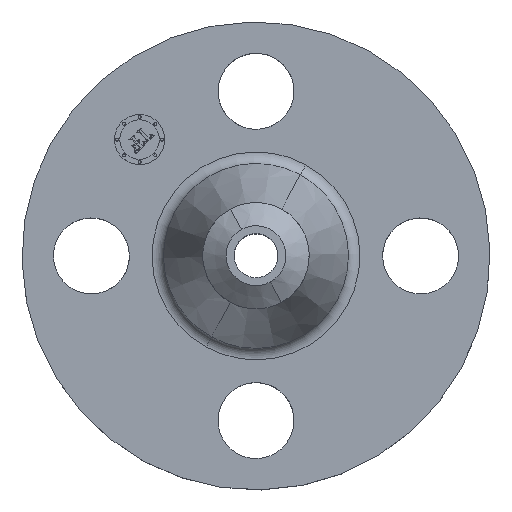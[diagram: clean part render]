
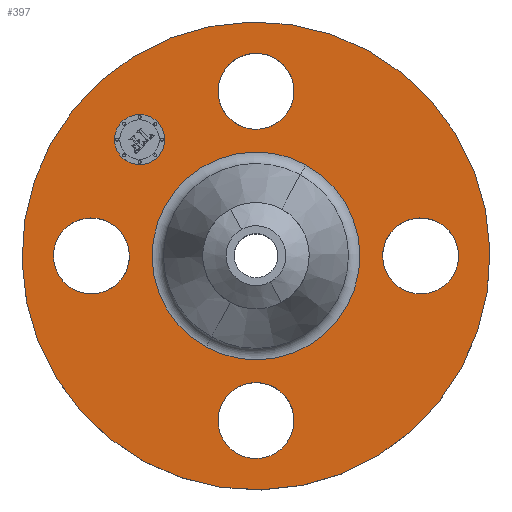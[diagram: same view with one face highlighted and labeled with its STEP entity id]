
A CAD part, top view. The second image highlights one B-rep face of the part: STEP entity #397.
In plain terms, the highlighted planar face has unit normal (0, 0, 1).
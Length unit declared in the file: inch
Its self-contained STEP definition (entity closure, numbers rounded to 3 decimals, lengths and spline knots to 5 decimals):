
#114=AXIS2_PLACEMENT_3D('Circle Axis2P3D',#112,#113,$) ;
#283=AXIS2_PLACEMENT_3D('Plane Axis2P3D',#280,#281,#282) ;
#287=AXIS2_PLACEMENT_3D('Circle Axis2P3D',#285,#286,$) ;
#296=AXIS2_PLACEMENT_3D('Circle Axis2P3D',#294,#295,$) ;
#309=AXIS2_PLACEMENT_3D('Circle Axis2P3D',#307,#308,$) ;
#318=AXIS2_PLACEMENT_3D('Circle Axis2P3D',#316,#317,$) ;
#327=AXIS2_PLACEMENT_3D('Circle Axis2P3D',#325,#326,$) ;
#336=AXIS2_PLACEMENT_3D('Circle Axis2P3D',#334,#335,$) ;
#345=AXIS2_PLACEMENT_3D('Circle Axis2P3D',#343,#344,$) ;
#354=AXIS2_PLACEMENT_3D('Circle Axis2P3D',#352,#353,$) ;
#363=AXIS2_PLACEMENT_3D('Circle Axis2P3D',#361,#362,$) ;
#372=AXIS2_PLACEMENT_3D('Circle Axis2P3D',#370,#371,$) ;
#381=AXIS2_PLACEMENT_3D('Circle Axis2P3D',#379,#380,$) ;
#390=AXIS2_PLACEMENT_3D('Circle Axis2P3D',#388,#389,$) ;
#46=CARTESIAN_POINT('Vertex',(-0.32909,1.80478,0.62)) ;
#60=CARTESIAN_POINT('Vertex',(0.32909,1.44522,0.62)) ;
#64=CARTESIAN_POINT('Control Point',(-0.32909,1.80478,0.62)) ;
#65=CARTESIAN_POINT('Control Point',(-0.30085,1.85648,0.62)) ;
#66=CARTESIAN_POINT('Control Point',(-0.26246,1.90263,0.62)) ;
#67=CARTESIAN_POINT('Control Point',(-0.21537,1.94056,0.62)) ;
#68=CARTESIAN_POINT('Control Point',(-0.10883,1.99593,0.62)) ;
#69=CARTESIAN_POINT('Control Point',(0.01072,2.0069,0.62)) ;
#70=CARTESIAN_POINT('Control Point',(0.07085,2.00042,0.62)) ;
#71=CARTESIAN_POINT('Control Point',(0.18533,1.96424,0.62)) ;
#72=CARTESIAN_POINT('Control Point',(0.27763,1.88746,0.62)) ;
#73=CARTESIAN_POINT('Control Point',(0.31556,1.84037,0.62)) ;
#74=CARTESIAN_POINT('Control Point',(0.37093,1.73383,0.62)) ;
#75=CARTESIAN_POINT('Control Point',(0.3819,1.61428,0.62)) ;
#76=CARTESIAN_POINT('Control Point',(0.37542,1.55415,0.62)) ;
#77=CARTESIAN_POINT('Control Point',(0.35733,1.49691,0.62)) ;
#78=CARTESIAN_POINT('Control Point',(0.32909,1.44522,0.62)) ;
#112=CARTESIAN_POINT('Axis2P3D Location',(0.,1.625,0.62)) ;
#280=CARTESIAN_POINT('Axis2P3D Location',(0.,2.31,0.62)) ;
#285=CARTESIAN_POINT('Axis2P3D Location',(0.,0.,0.62)) ;
#289=CARTESIAN_POINT('Vertex',(1.10747,2.02722,0.62)) ;
#291=CARTESIAN_POINT('Vertex',(-1.10747,-2.02722,0.62)) ;
#294=CARTESIAN_POINT('Axis2P3D Location',(0.,0.,0.62)) ;
#307=CARTESIAN_POINT('Axis2P3D Location',(0.,0.,0.62)) ;
#311=CARTESIAN_POINT('Vertex',(-0.49184,-0.9003,0.62)) ;
#313=CARTESIAN_POINT('Vertex',(0.49184,0.9003,0.62)) ;
#316=CARTESIAN_POINT('Axis2P3D Location',(0.,0.,0.62)) ;
#325=CARTESIAN_POINT('Axis2P3D Location',(1.625,0.,0.62)) ;
#329=CARTESIAN_POINT('Vertex',(1.44522,-0.32909,0.62)) ;
#331=CARTESIAN_POINT('Vertex',(1.80478,0.32909,0.62)) ;
#334=CARTESIAN_POINT('Axis2P3D Location',(1.625,0.,0.62)) ;
#343=CARTESIAN_POINT('Axis2P3D Location',(0.,-1.625,0.62)) ;
#347=CARTESIAN_POINT('Vertex',(-0.32909,-1.44522,0.62)) ;
#349=CARTESIAN_POINT('Vertex',(0.32909,-1.80478,0.62)) ;
#352=CARTESIAN_POINT('Axis2P3D Location',(0.,-1.625,0.62)) ;
#361=CARTESIAN_POINT('Axis2P3D Location',(-1.625,0.,0.62)) ;
#365=CARTESIAN_POINT('Vertex',(-1.44522,0.32909,0.62)) ;
#367=CARTESIAN_POINT('Vertex',(-1.80478,-0.32909,0.62)) ;
#370=CARTESIAN_POINT('Axis2P3D Location',(-1.625,0.,0.62)) ;
#379=CARTESIAN_POINT('Axis2P3D Location',(-1.14905,1.14905,0.62)) ;
#383=CARTESIAN_POINT('Vertex',(-1.32406,0.97404,0.62)) ;
#385=CARTESIAN_POINT('Vertex',(-0.97404,1.32406,0.62)) ;
#388=CARTESIAN_POINT('Axis2P3D Location',(-1.14905,1.14905,0.62)) ;
#113=DIRECTION('Axis2P3D Direction',(0.,-0.,-0.039)) ;
#281=DIRECTION('Axis2P3D Direction',(0.,0.,-0.039)) ;
#282=DIRECTION('Axis2P3D XDirection',(0.039,0.,0.)) ;
#286=DIRECTION('Axis2P3D Direction',(0.,0.,-0.039)) ;
#295=DIRECTION('Axis2P3D Direction',(0.,0.,-0.039)) ;
#308=DIRECTION('Axis2P3D Direction',(0.,0.,-0.039)) ;
#317=DIRECTION('Axis2P3D Direction',(0.,0.,-0.039)) ;
#326=DIRECTION('Axis2P3D Direction',(0.,0.,-0.039)) ;
#335=DIRECTION('Axis2P3D Direction',(0.,0.,-0.039)) ;
#344=DIRECTION('Axis2P3D Direction',(0.,0.,-0.039)) ;
#353=DIRECTION('Axis2P3D Direction',(0.,0.,-0.039)) ;
#362=DIRECTION('Axis2P3D Direction',(0.,0.,-0.039)) ;
#371=DIRECTION('Axis2P3D Direction',(0.,0.,-0.039)) ;
#380=DIRECTION('Axis2P3D Direction',(0.,0.,-0.039)) ;
#389=DIRECTION('Axis2P3D Direction',(0.,0.,-0.039)) ;
#300=ORIENTED_EDGE('',*,*,#293,.F.) ;
#301=ORIENTED_EDGE('',*,*,#298,.F.) ;
#304=ORIENTED_EDGE('',*,*,#79,.T.) ;
#305=ORIENTED_EDGE('',*,*,#116,.T.) ;
#322=ORIENTED_EDGE('',*,*,#315,.T.) ;
#323=ORIENTED_EDGE('',*,*,#320,.T.) ;
#340=ORIENTED_EDGE('',*,*,#333,.T.) ;
#341=ORIENTED_EDGE('',*,*,#338,.T.) ;
#358=ORIENTED_EDGE('',*,*,#351,.T.) ;
#359=ORIENTED_EDGE('',*,*,#356,.T.) ;
#376=ORIENTED_EDGE('',*,*,#369,.T.) ;
#377=ORIENTED_EDGE('',*,*,#374,.T.) ;
#394=ORIENTED_EDGE('',*,*,#387,.T.) ;
#395=ORIENTED_EDGE('',*,*,#392,.T.) ;
#306=FACE_BOUND('',#303,.T.) ;
#324=FACE_BOUND('',#321,.T.) ;
#342=FACE_BOUND('',#339,.T.) ;
#360=FACE_BOUND('',#357,.T.) ;
#378=FACE_BOUND('',#375,.T.) ;
#396=FACE_BOUND('',#393,.T.) ;
#397=ADVANCED_FACE('PartBody',(#302,#306,#324,#342,#360,#378,#396),#284,.F.) ;
#63=B_SPLINE_CURVE_WITH_KNOTS('',5,(#64,#65,#66,#67,#68,#69,#70,#71,#72,#73,#74,#75,#76,#77,#78),.UNSPECIFIED.,.F.,.U.,(6,3,3,3,6),(-14.96184,-7.48092,0.,7.48092,14.96184),.UNSPECIFIED.) ;
#115=CIRCLE('generated circle',#114,0.375) ;
#288=CIRCLE('generated circle',#287,2.31) ;
#297=CIRCLE('generated circle',#296,2.31) ;
#310=CIRCLE('generated circle',#309,1.02588) ;
#319=CIRCLE('generated circle',#318,1.02588) ;
#328=CIRCLE('generated circle',#327,0.375) ;
#337=CIRCLE('generated circle',#336,0.375) ;
#346=CIRCLE('generated circle',#345,0.375) ;
#355=CIRCLE('generated circle',#354,0.375) ;
#364=CIRCLE('generated circle',#363,0.375) ;
#373=CIRCLE('generated circle',#372,0.375) ;
#382=CIRCLE('generated circle',#381,0.2475) ;
#391=CIRCLE('generated circle',#390,0.2475) ;
#79=EDGE_CURVE('',#47,#61,#63,.T.) ;
#116=EDGE_CURVE('',#61,#47,#115,.T.) ;
#293=EDGE_CURVE('',#290,#292,#288,.T.) ;
#298=EDGE_CURVE('',#292,#290,#297,.T.) ;
#315=EDGE_CURVE('',#312,#314,#310,.T.) ;
#320=EDGE_CURVE('',#314,#312,#319,.T.) ;
#333=EDGE_CURVE('',#330,#332,#328,.T.) ;
#338=EDGE_CURVE('',#332,#330,#337,.T.) ;
#351=EDGE_CURVE('',#348,#350,#346,.T.) ;
#356=EDGE_CURVE('',#350,#348,#355,.T.) ;
#369=EDGE_CURVE('',#366,#368,#364,.T.) ;
#374=EDGE_CURVE('',#368,#366,#373,.T.) ;
#387=EDGE_CURVE('',#384,#386,#382,.T.) ;
#392=EDGE_CURVE('',#386,#384,#391,.T.) ;
#299=EDGE_LOOP('',(#300,#301)) ;
#303=EDGE_LOOP('',(#304,#305)) ;
#321=EDGE_LOOP('',(#322,#323)) ;
#339=EDGE_LOOP('',(#340,#341)) ;
#357=EDGE_LOOP('',(#358,#359)) ;
#375=EDGE_LOOP('',(#376,#377)) ;
#393=EDGE_LOOP('',(#394,#395)) ;
#302=FACE_OUTER_BOUND('',#299,.T.) ;
#284=PLANE('',#283) ;
#47=VERTEX_POINT('',#46) ;
#61=VERTEX_POINT('',#60) ;
#290=VERTEX_POINT('',#289) ;
#292=VERTEX_POINT('',#291) ;
#312=VERTEX_POINT('',#311) ;
#314=VERTEX_POINT('',#313) ;
#330=VERTEX_POINT('',#329) ;
#332=VERTEX_POINT('',#331) ;
#348=VERTEX_POINT('',#347) ;
#350=VERTEX_POINT('',#349) ;
#366=VERTEX_POINT('',#365) ;
#368=VERTEX_POINT('',#367) ;
#384=VERTEX_POINT('',#383) ;
#386=VERTEX_POINT('',#385) ;
